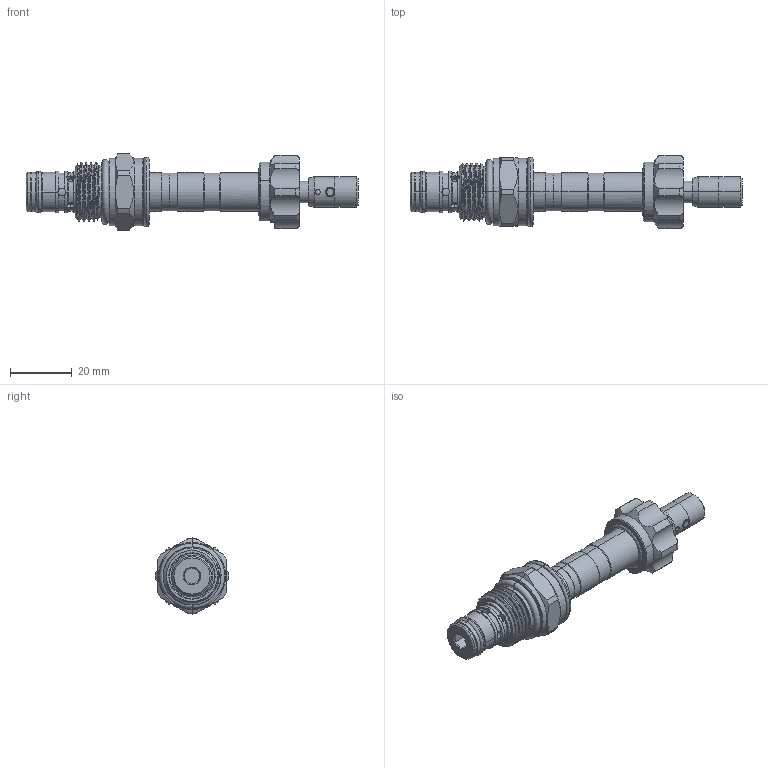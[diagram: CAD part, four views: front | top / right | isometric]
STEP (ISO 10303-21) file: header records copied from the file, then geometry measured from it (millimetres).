
FILE_DESCRIPTION (( 'STEP AP203' ), '1' );
FILE_NAME ('EP08W2A06T04.STEP', '2020-03-31T08:29:09', ( '' ), ( '' ), 'SwSTEP 2.0', 'SolidWorks 2018', '' );
FILE_SCHEMA (( 'CONFIG_CONTROL_DESIGN' ));
Length unit declared in the file: millimetre
Products named in the file (1): EP08W2A06T04
Bounding box: 107.68 x 23.79 x 24.65 mm (x, y, z)
Volume: 19927.6 mm3; surface area: 8528.7 mm2
Topology: 4 solids, 4 shells, 308 faces, 757 edges, 462 vertices
Faces by surface type: cylinder 147, plane 64, torus 48, cone 38, bspline 11
Entity records: 11979 total; most frequent: CARTESIAN_POINT 4882, ORIENTED_EDGE 1490, DIRECTION 1464, EDGE_CURVE 745, AXIS2_PLACEMENT_3D 619, VERTEX_POINT 462, EDGE_LOOP 333, CIRCLE 321
